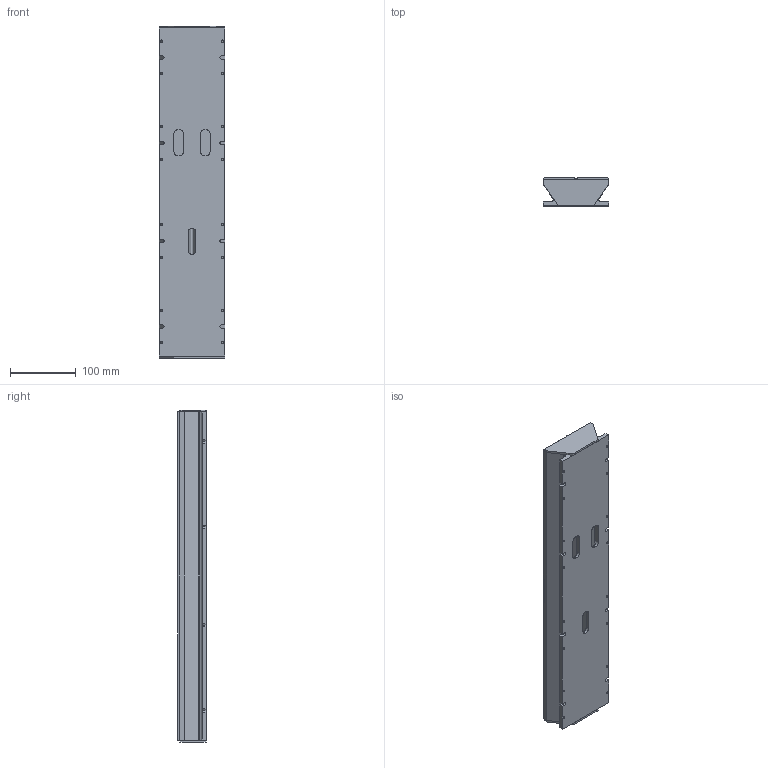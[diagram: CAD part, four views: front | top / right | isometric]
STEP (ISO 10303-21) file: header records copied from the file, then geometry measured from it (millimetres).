
FILE_DESCRIPTION (( 'STEP AP214' ), '1' );
FILE_NAME ('S22100T500.STEP', '2019-08-23T19:37:28', ( '' ), ( '' ), 'SwSTEP 2.0', 'SolidWorks 2019', '' );
FILE_SCHEMA (( 'AUTOMOTIVE_DESIGN' ));
Length unit declared in the file: inch
Products named in the file (1): S22100T500
Bounding box: 99.87 x 42.85 x 505.99 mm (x, y, z)
Volume: 990009 mm3; surface area: 432374.4 mm2
Topology: 7 solids, 7 shells, 251 faces, 699 edges, 466 vertices
Faces by surface type: plane 137, cylinder 114
Entity records: 11622 total; most frequent: CARTESIAN_POINT 1513, DIRECTION 1415, ORIENTED_EDGE 1398, EDGE_CURVE 699, AXIS2_PLACEMENT_3D 476, VERTEX_POINT 466, LINE 463, VECTOR 463
